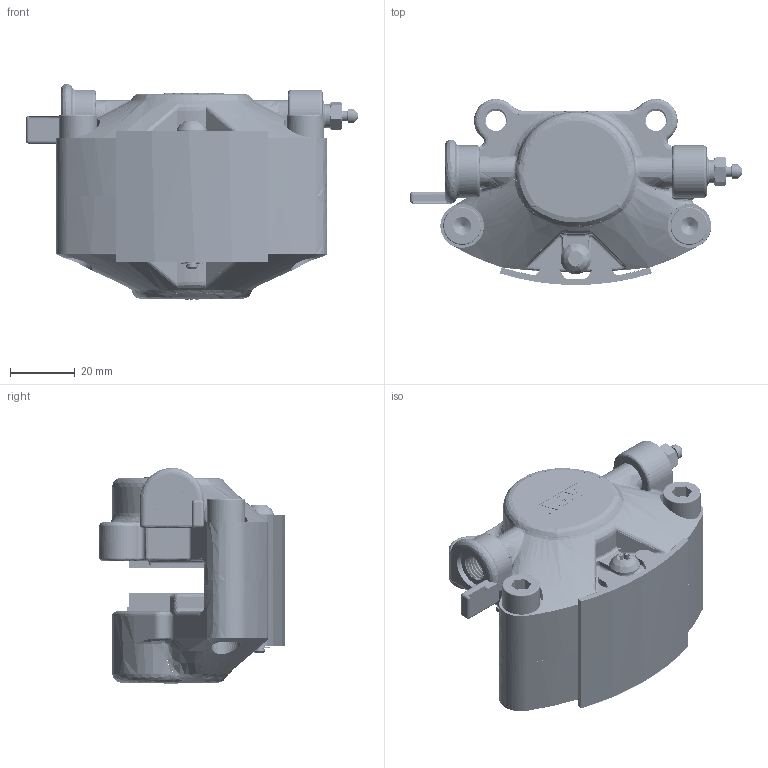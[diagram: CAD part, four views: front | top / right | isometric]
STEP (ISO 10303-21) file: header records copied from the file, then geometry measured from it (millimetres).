
FILE_DESCRIPTION(('FreeCAD Model'),'2;1');
FILE_NAME('Open CASCADE Shape Model','2025-04-17T10:14:16',('FreeCAD'),( 'FreeCAD'),'Open CASCADE STEP processor 7.6','FreeCAD','Unknown');
FILE_SCHEMA(('AUTOMOTIVE_DESIGN { 1 0 10303 214 1 1 1 1 }'));
Products named in the file (1): Open CASCADE STEP translator 7.6 1
Bounding box: 102.32 x 57.3 x 66.61 mm (x, y, z)
Surface area: 48159.7 mm2 (no closed solid volume)
Topology: 0 solids, 1289 shells, 1289 faces, 17828 edges, 17778 vertices
Faces by surface type: bspline 1289
Entity records: 224063 total; most frequent: CARTESIAN_POINT 148061, ORIENTED_EDGE 17787, EDGE_CURVE 17787, VERTEX_POINT 17786, B_SPLINE_CURVE_WITH_KNOTS 15758, FACE_BOUND 1334, EDGE_LOOP 1334, SHELL_BASED_SURFACE_MODEL 1289
